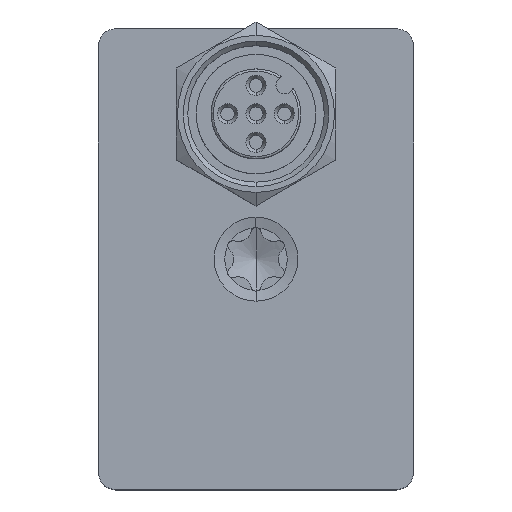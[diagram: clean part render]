
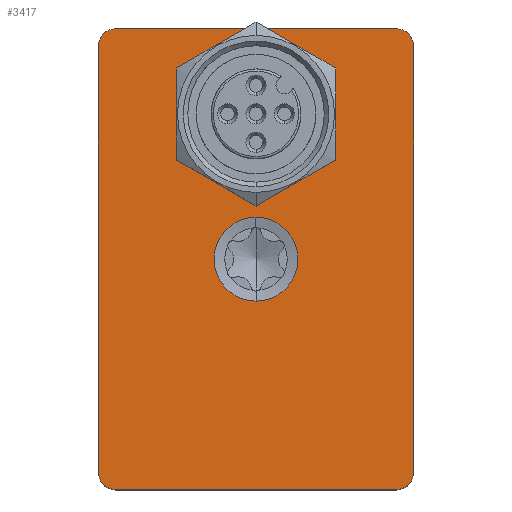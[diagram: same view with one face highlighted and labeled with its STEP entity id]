
A CAD part, top view. The second image highlights one B-rep face of the part: STEP entity #3417.
In plain terms, the highlighted planar face has unit normal (0, 0, 1).
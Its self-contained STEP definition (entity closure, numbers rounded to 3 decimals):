
#707=CARTESIAN_POINT('',(1.5,39.,22.));
#708=DIRECTION('',(0.,0.,-1.));
#709=DIRECTION('',(-1.,0.,0.));
#710=AXIS2_PLACEMENT_3D('',#707,#708,#709);
#712=DIRECTION('',(1.,0.,0.));
#713=VECTOR('',#712,24.7);
#714=CARTESIAN_POINT('',(1.5,40.5,22.));
#715=LINE('',#714,#713);
#716=CARTESIAN_POINT('',(26.2,39.,22.));
#717=DIRECTION('',(0.,0.,-1.));
#718=DIRECTION('',(0.,1.,0.));
#719=AXIS2_PLACEMENT_3D('',#716,#717,#718);
#721=DIRECTION('',(0.,-1.,0.));
#722=VECTOR('',#721,37.5);
#723=CARTESIAN_POINT('',(27.7,39.,22.));
#724=LINE('',#723,#722);
#725=CARTESIAN_POINT('',(26.2,1.5,22.));
#726=DIRECTION('',(0.,0.,-1.));
#727=DIRECTION('',(1.,0.,0.));
#728=AXIS2_PLACEMENT_3D('',#725,#726,#727);
#730=DIRECTION('',(-1.,0.,0.));
#731=VECTOR('',#730,24.7);
#732=CARTESIAN_POINT('',(26.2,0.,22.));
#733=LINE('',#732,#731);
#734=CARTESIAN_POINT('',(1.5,1.5,22.));
#735=DIRECTION('',(0.,0.,-1.));
#736=DIRECTION('',(0.,-1.,0.));
#737=AXIS2_PLACEMENT_3D('',#734,#735,#736);
#739=DIRECTION('',(0.,1.,0.));
#740=VECTOR('',#739,37.5);
#741=CARTESIAN_POINT('',(0.,1.5,22.));
#742=LINE('',#741,#740);
#743=CARTESIAN_POINT('',(13.85,20.25,22.));
#744=DIRECTION('',(0.,0.,1.));
#745=DIRECTION('',(0.,-1.,0.));
#746=AXIS2_PLACEMENT_3D('',#743,#744,#745);
#748=CARTESIAN_POINT('',(13.85,20.25,22.));
#749=DIRECTION('',(0.,0.,1.));
#750=DIRECTION('',(0.,1.,0.));
#751=AXIS2_PLACEMENT_3D('',#748,#749,#750);
#753=CARTESIAN_POINT('',(13.85,33.,22.));
#754=DIRECTION('',(0.,0.,1.));
#755=DIRECTION('',(0.,1.,0.));
#756=AXIS2_PLACEMENT_3D('',#753,#754,#755);
#758=CARTESIAN_POINT('',(13.85,33.,22.));
#759=DIRECTION('',(0.,0.,1.));
#760=DIRECTION('',(0.,-1.,0.));
#761=AXIS2_PLACEMENT_3D('',#758,#759,#760);
#2048=CARTESIAN_POINT('',(13.85,37.7,22.));
#2049=CARTESIAN_POINT('',(13.85,28.3,22.));
#2050=VERTEX_POINT('',#2048);
#2051=VERTEX_POINT('',#2049);
#2054=CARTESIAN_POINT('',(0.,39.,22.));
#2055=CARTESIAN_POINT('',(1.5,40.5,22.));
#2056=VERTEX_POINT('',#2054);
#2057=VERTEX_POINT('',#2055);
#2058=CARTESIAN_POINT('',(26.2,40.5,22.));
#2059=VERTEX_POINT('',#2058);
#2060=CARTESIAN_POINT('',(27.7,39.,22.));
#2061=VERTEX_POINT('',#2060);
#2062=CARTESIAN_POINT('',(27.7,1.5,22.));
#2063=VERTEX_POINT('',#2062);
#2064=CARTESIAN_POINT('',(26.2,0.,22.));
#2065=VERTEX_POINT('',#2064);
#2066=CARTESIAN_POINT('',(1.5,0.,22.));
#2067=VERTEX_POINT('',#2066);
#2068=CARTESIAN_POINT('',(0.,1.5,22.));
#2069=VERTEX_POINT('',#2068);
#2070=CARTESIAN_POINT('',(13.85,16.562,22.));
#2071=CARTESIAN_POINT('',(13.85,23.938,22.));
#2072=VERTEX_POINT('',#2070);
#2073=VERTEX_POINT('',#2071);
#3383=CARTESIAN_POINT('',(0.,0.,22.));
#3384=DIRECTION('',(0.,0.,1.));
#3385=DIRECTION('',(1.,0.,0.));
#3386=AXIS2_PLACEMENT_3D('',#3383,#3384,#3385);
#3387=PLANE('',#3386);
#3389=ORIENTED_EDGE('',*,*,#3388,.T.);
#3391=ORIENTED_EDGE('',*,*,#3390,.T.);
#3393=ORIENTED_EDGE('',*,*,#3392,.T.);
#3395=ORIENTED_EDGE('',*,*,#3394,.T.);
#3397=ORIENTED_EDGE('',*,*,#3396,.T.);
#3399=ORIENTED_EDGE('',*,*,#3398,.T.);
#3401=ORIENTED_EDGE('',*,*,#3400,.T.);
#3403=ORIENTED_EDGE('',*,*,#3402,.T.);
#3404=EDGE_LOOP('',(#3389,#3391,#3393,#3395,#3397,#3399,#3401,#3403));
#3405=FACE_OUTER_BOUND('',#3404,.F.);
#3407=ORIENTED_EDGE('',*,*,#3406,.T.);
#3409=ORIENTED_EDGE('',*,*,#3408,.T.);
#3410=EDGE_LOOP('',(#3407,#3409));
#3411=FACE_BOUND('',#3410,.F.);
#3412=ORIENTED_EDGE('',*,*,#3365,.T.);
#3414=ORIENTED_EDGE('',*,*,#3413,.T.);
#3415=EDGE_LOOP('',(#3412,#3414));
#3416=FACE_BOUND('',#3415,.F.);
#3417=ADVANCED_FACE('',(#3405,#3411,#3416),#3387,.T.);
#711=CIRCLE('',#710,1.5);
#720=CIRCLE('',#719,1.5);
#729=CIRCLE('',#728,1.5);
#738=CIRCLE('',#737,1.5);
#747=CIRCLE('',#746,3.688);
#752=CIRCLE('',#751,3.688);
#757=CIRCLE('',#756,4.7);
#762=CIRCLE('',#761,4.7);
#3365=EDGE_CURVE('',#2050,#2051,#757,.T.);
#3388=EDGE_CURVE('',#2056,#2057,#711,.T.);
#3390=EDGE_CURVE('',#2057,#2059,#715,.T.);
#3392=EDGE_CURVE('',#2059,#2061,#720,.T.);
#3394=EDGE_CURVE('',#2061,#2063,#724,.T.);
#3396=EDGE_CURVE('',#2063,#2065,#729,.T.);
#3398=EDGE_CURVE('',#2065,#2067,#733,.T.);
#3400=EDGE_CURVE('',#2067,#2069,#738,.T.);
#3402=EDGE_CURVE('',#2069,#2056,#742,.T.);
#3406=EDGE_CURVE('',#2072,#2073,#747,.T.);
#3408=EDGE_CURVE('',#2073,#2072,#752,.T.);
#3413=EDGE_CURVE('',#2051,#2050,#762,.T.);
